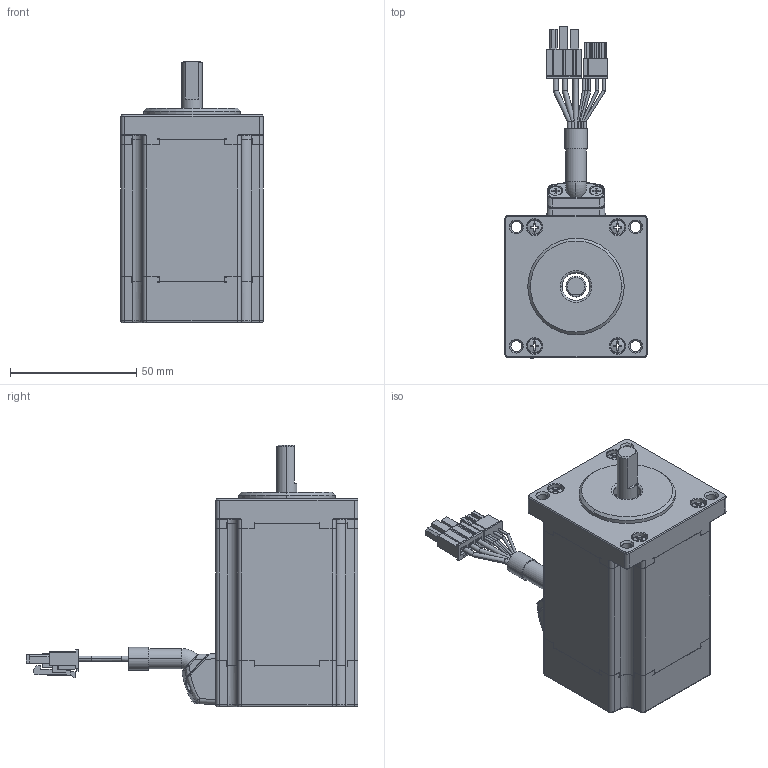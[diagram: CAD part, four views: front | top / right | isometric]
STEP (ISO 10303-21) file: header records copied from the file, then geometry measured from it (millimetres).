
FILE_DESCRIPTION (( 'STEP AP203' ), '1' );
FILE_NAME ('57BL120L2(-B).STEP', '2013-05-16T08:12:41', ( '' ), ( '' ), 'SwSTEP 2.0', 'SolidWorks 2007', '' );
FILE_SCHEMA (( 'CONFIG_CONTROL_DESIGN' ));
Length unit declared in the file: millimetre
Products named in the file (1): 57BL120L2(-B)
Bounding box: 56.2 x 131.2 x 103.5 mm (x, y, z)
Surface area: 35167.4 mm2 (no closed solid volume)
Topology: 0 solids, 23 shells, 722 faces, 2700 edges, 1941 vertices
Faces by surface type: plane 369, cylinder 211, cone 62, torus 40, bspline 30, sphere 10
Entity records: 30073 total; most frequent: CARTESIAN_POINT 7580, DIRECTION 4702, ORIENTED_EDGE 4248, EDGE_CURVE 2696, VERTEX_POINT 1941, VECTOR 1622, LINE 1622, AXIS2_PLACEMENT_3D 1540
